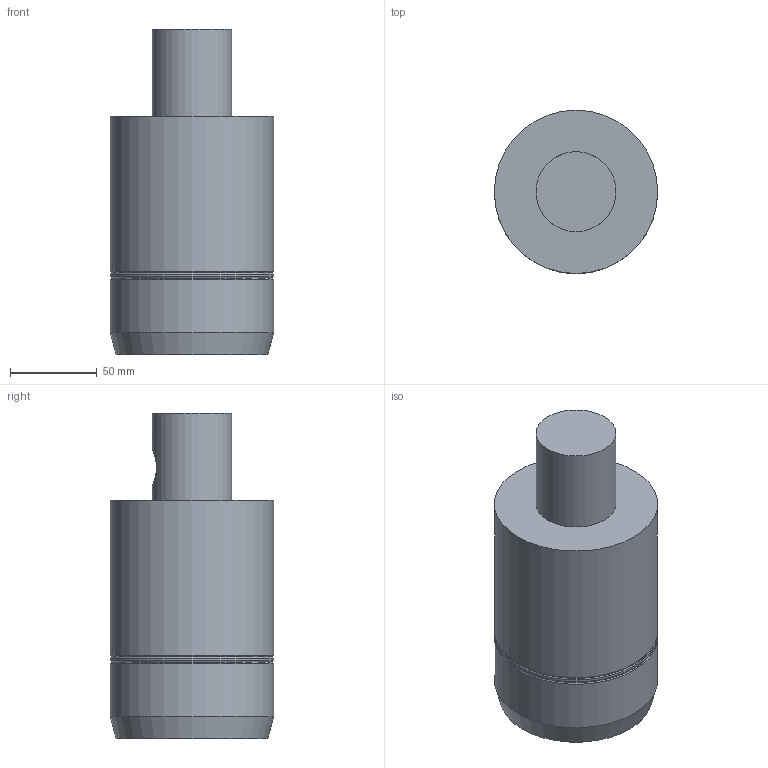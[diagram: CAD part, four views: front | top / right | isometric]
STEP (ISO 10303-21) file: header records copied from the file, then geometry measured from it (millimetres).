
FILE_DESCRIPTION((''),'1');
FILE_NAME('CKB7-MGT36-137.stp','2022-09-21T01:41:56',(''),(''),'Spatial Interop R21 SP3','Kubotek KeyCreator 2011 V10.0.2 (22737)',' ');
FILE_SCHEMA(('automotive_design'));
Length unit declared in the file: millimetre
Products named in the file (1): 240[2]
Bounding box: 94 x 94 x 187 mm (x, y, z)
Volume: 901477.3 mm3; surface area: 72773.2 mm2
Topology: 1 solids, 1 shells, 18 faces, 32 edges, 20 vertices
Faces by surface type: cylinder 7, plane 6, cone 5
Full cylindrical faces by diameter (mm): 21 x1, 40 x1, 46 x1, 54.5 x1, 94 x3
Entity records: 759 total; most frequent: CARTESIAN_POINT 122, DIRECTION 70, PRESENTATION_STYLE_ASSIGNMENT 56, COLOUR_RGB 56, STYLED_ITEM 37, CURVE_STYLE 37, DRAUGHTING_PRE_DEFINED_CURVE_FONT 37, ORIENTED_EDGE 36
